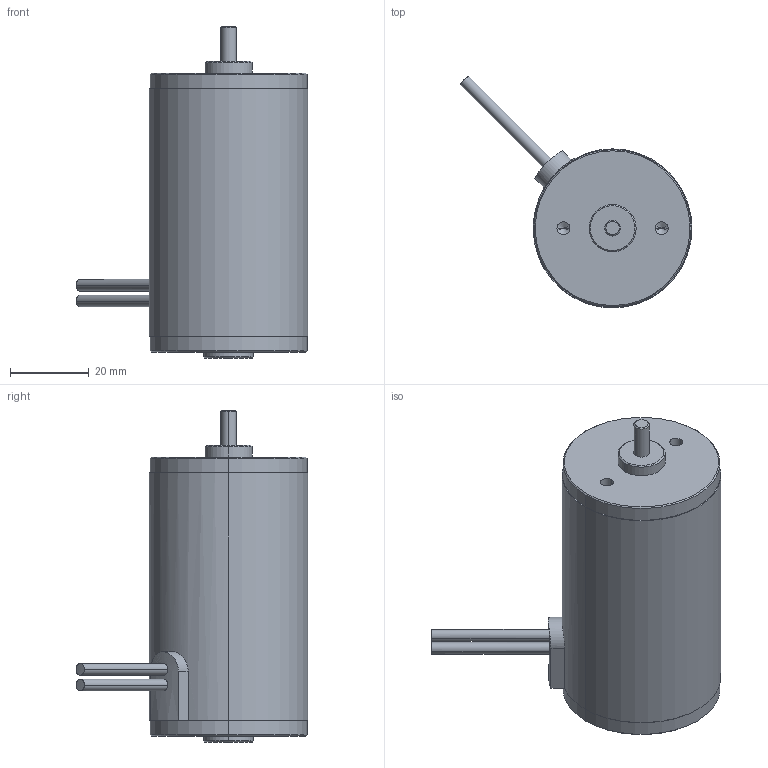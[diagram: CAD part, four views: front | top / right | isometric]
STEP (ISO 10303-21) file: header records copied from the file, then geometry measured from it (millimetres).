
FILE_DESCRIPTION (( 'STEP AP214' ), '1' );
FILE_NAME ('217-3351-STEP-20150821.STEP', '2015-08-21T20:38:54', ( '' ), ( '' ), 'SwSTEP 2.0', 'SolidWorks 2015', '' );
FILE_SCHEMA (( 'AUTOMOTIVE_DESIGN' ));
Length unit declared in the file: millimetre
Products named in the file (1): 217-3351-STEP-20150821
Bounding box: 59.02 x 59.02 x 84.5 mm (x, y, z)
Volume: 92271.8 mm3; surface area: 12703.2 mm2
Topology: 1 solids, 1 shells, 47 faces, 100 edges, 60 vertices
Faces by surface type: cylinder 16, cone 14, plane 9, bspline 8
Entity records: 2178 total; most frequent: CARTESIAN_POINT 974, DIRECTION 206, ORIENTED_EDGE 192, EDGE_CURVE 96, AXIS2_PLACEMENT_3D 83, VERTEX_POINT 60, EDGE_LOOP 56, FACE_OUTER_BOUND 47
